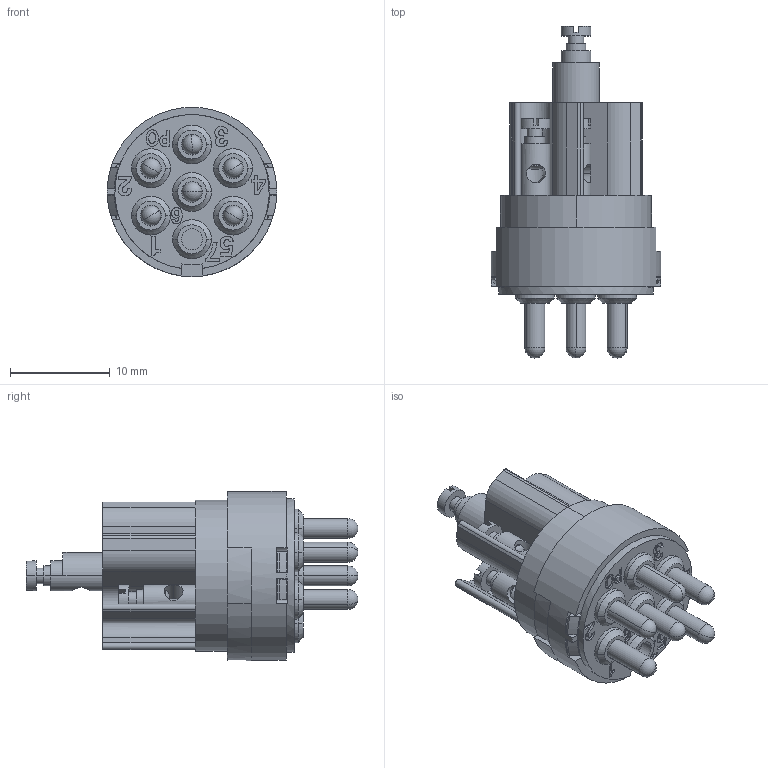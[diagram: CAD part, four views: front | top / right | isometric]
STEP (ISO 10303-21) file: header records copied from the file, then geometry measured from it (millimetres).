
FILE_DESCRIPTION((''),'2;1');
FILE_NAME('HR23-006-M_SW0001','2017-07-12T',('y.wang'),(''),'PRO/ENGINEER BY PARAMETRIC TECHNOLOGY CORPORATION, 2012480','PRO/ENGINEER BY PARAMETRIC TECHNOLOGY CORPORATION, 2012480','');
FILE_SCHEMA(('CONFIG_CONTROL_DESIGN'));
Length unit declared in the file: millimetre
Products named in the file (1): HR23-006-M_SW0001
Bounding box: 17 x 33.3 x 16.96 mm (x, y, z)
Volume: 2888.1 mm3; surface area: 4852.5 mm2
Topology: 1 solids, 1 shells, 894 faces, 2412 edges, 1569 vertices
Faces by surface type: plane 330, cylinder 252, extrusion 202, cone 58, torus 28, sphere 24
Entity records: 30459 total; most frequent: CARTESIAN_POINT 8290, ORIENTED_EDGE 4776, DIRECTION 4230, EDGE_CURVE 2388, VERTEX_POINT 1569, AXIS2_PLACEMENT_3D 1446, VECTOR 1338, LINE 1136
